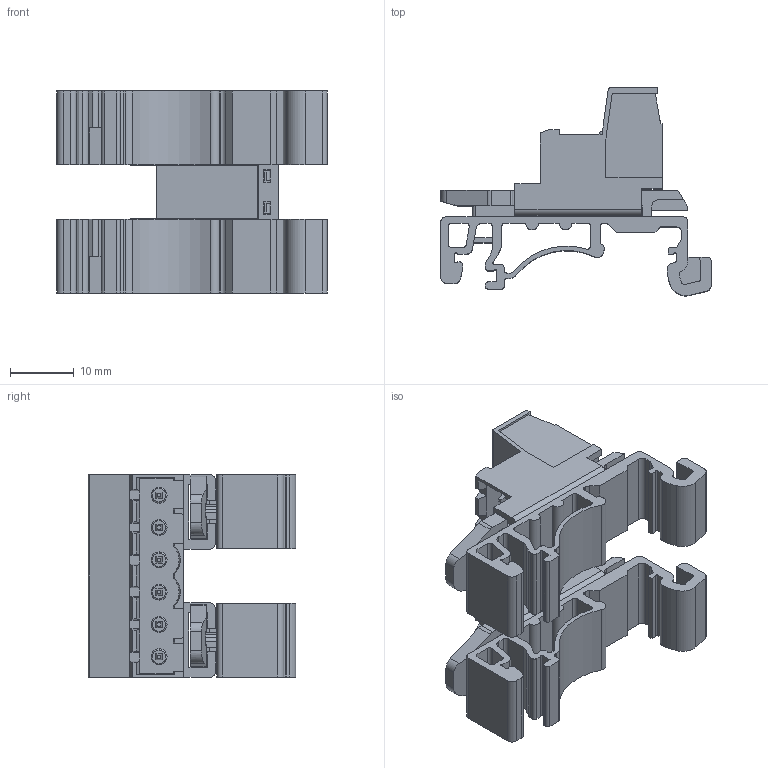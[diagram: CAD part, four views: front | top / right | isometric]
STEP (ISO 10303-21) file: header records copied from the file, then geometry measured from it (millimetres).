
FILE_DESCRIPTION((''),'2;1');
FILE_NAME('WJ2EDGURK-508-06P','2019-01-11T',('Administrator'),(''),'CREO PARAMETRIC BY PTC INC, 2016380','CREO PARAMETRIC BY PTC INC, 2016380','');
FILE_SCHEMA(('CONFIG_CONTROL_DESIGN'));
Length unit declared in the file: millimetre
Products named in the file (1): WJ2EDGURK-508-06P
Bounding box: 42.5 x 32.65 x 31.88 mm (x, y, z)
Volume: 10765.7 mm3; surface area: 14618.1 mm2
Topology: 1 solids, 1 shells, 1283 faces, 3533 edges, 2256 vertices
Faces by surface type: plane 901, cylinder 278, cone 38, torus 36, bspline 18, sphere 12
Entity records: 42338 total; most frequent: CARTESIAN_POINT 9410, ORIENTED_EDGE 7042, DIRECTION 6557, EDGE_CURVE 3521, VECTOR 2757, LINE 2757, VERTEX_POINT 2256, AXIS2_PLACEMENT_3D 1900
